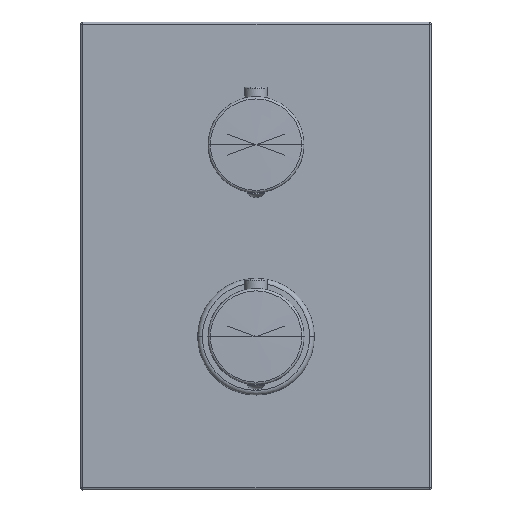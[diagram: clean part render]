
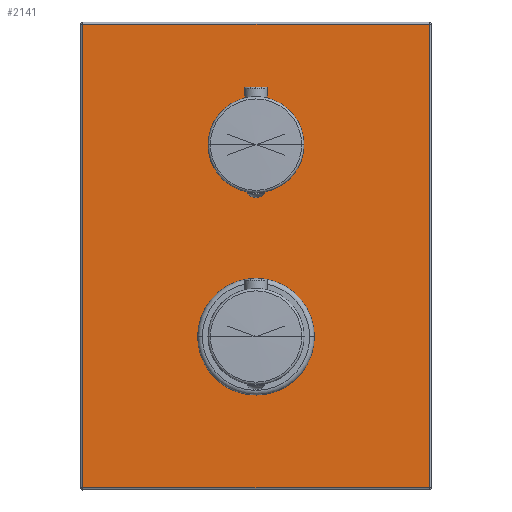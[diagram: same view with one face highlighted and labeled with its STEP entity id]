
A CAD part, top view. The second image highlights one B-rep face of the part: STEP entity #2141.
In plain terms, the highlighted planar face has unit normal (0, 0, 1).
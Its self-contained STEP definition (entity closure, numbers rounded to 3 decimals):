
#187=DIRECTION('',(0.,-1.,0.));
#188=VECTOR('',#187,198.);
#189=CARTESIAN_POINT('',(-74.,133.5,52.99));
#190=LINE('',#189,#188);
#191=DIRECTION('',(-1.,0.,0.));
#192=VECTOR('',#191,148.);
#193=CARTESIAN_POINT('',(74.,133.5,52.99));
#194=LINE('',#193,#192);
#195=DIRECTION('',(0.,1.,0.));
#196=VECTOR('',#195,198.);
#197=CARTESIAN_POINT('',(74.,-64.5,52.99));
#198=LINE('',#197,#196);
#199=DIRECTION('',(1.,0.,0.));
#200=VECTOR('',#199,148.);
#201=CARTESIAN_POINT('',(-74.,-64.5,52.99));
#202=LINE('',#201,#200);
#238=CARTESIAN_POINT('',(0.,0.,52.99));
#239=DIRECTION('',(0.,0.,1.));
#240=DIRECTION('',(1.,0.,0.));
#241=AXIS2_PLACEMENT_3D('',#238,#239,#240);
#252=CARTESIAN_POINT('',(0.,0.,52.99));
#253=DIRECTION('',(0.,0.,1.));
#254=DIRECTION('',(-1.,0.,0.));
#255=AXIS2_PLACEMENT_3D('',#252,#253,#254);
#908=CARTESIAN_POINT('',(0.,82.,52.99));
#909=DIRECTION('',(0.,0.,-1.));
#910=DIRECTION('',(-1.,0.,0.));
#911=AXIS2_PLACEMENT_3D('',#908,#909,#910);
#918=CARTESIAN_POINT('',(0.,82.,52.99));
#919=DIRECTION('',(0.,0.,-1.));
#920=DIRECTION('',(1.,0.,0.));
#921=AXIS2_PLACEMENT_3D('',#918,#919,#920);
#1636=CARTESIAN_POINT('',(-74.,133.5,52.99));
#1637=CARTESIAN_POINT('',(-74.,-64.5,52.99));
#1638=VERTEX_POINT('',#1636);
#1639=VERTEX_POINT('',#1637);
#1644=CARTESIAN_POINT('',(74.,-64.5,52.99));
#1645=VERTEX_POINT('',#1644);
#1650=CARTESIAN_POINT('',(74.,133.5,52.99));
#1651=VERTEX_POINT('',#1650);
#1730=CARTESIAN_POINT('',(24.95,0.,52.99));
#1731=CARTESIAN_POINT('',(-24.95,0.,52.99));
#1732=VERTEX_POINT('',#1730);
#1733=VERTEX_POINT('',#1731);
#1734=CARTESIAN_POINT('',(-13.4,82.,52.99));
#1735=CARTESIAN_POINT('',(13.4,82.,52.99));
#1736=VERTEX_POINT('',#1734);
#1737=VERTEX_POINT('',#1735);
#2115=CARTESIAN_POINT('',(0.,34.5,52.99));
#2116=DIRECTION('',(0.,0.,1.));
#2117=DIRECTION('',(1.,0.,0.));
#2118=AXIS2_PLACEMENT_3D('',#2115,#2116,#2117);
#2119=PLANE('',#2118);
#2121=ORIENTED_EDGE('',*,*,#2120,.F.);
#2123=ORIENTED_EDGE('',*,*,#2122,.F.);
#2125=ORIENTED_EDGE('',*,*,#2124,.F.);
#2126=ORIENTED_EDGE('',*,*,#2098,.F.);
#2127=EDGE_LOOP('',(#2121,#2123,#2125,#2126));
#2128=FACE_OUTER_BOUND('',#2127,.F.);
#2130=ORIENTED_EDGE('',*,*,#2129,.T.);
#2132=ORIENTED_EDGE('',*,*,#2131,.T.);
#2133=EDGE_LOOP('',(#2130,#2132));
#2134=FACE_BOUND('',#2133,.F.);
#2136=ORIENTED_EDGE('',*,*,#2135,.F.);
#2138=ORIENTED_EDGE('',*,*,#2137,.F.);
#2139=EDGE_LOOP('',(#2136,#2138));
#2140=FACE_BOUND('',#2139,.F.);
#2141=ADVANCED_FACE('',(#2128,#2134,#2140),#2119,.T.);
#242=CIRCLE('',#241,24.95);
#256=CIRCLE('',#255,24.95);
#912=CIRCLE('',#911,13.4);
#922=CIRCLE('',#921,13.4);
#2098=EDGE_CURVE('',#1639,#1645,#202,.T.);
#2120=EDGE_CURVE('',#1638,#1639,#190,.T.);
#2122=EDGE_CURVE('',#1651,#1638,#194,.T.);
#2124=EDGE_CURVE('',#1645,#1651,#198,.T.);
#2129=EDGE_CURVE('',#1732,#1733,#242,.T.);
#2131=EDGE_CURVE('',#1733,#1732,#256,.T.);
#2135=EDGE_CURVE('',#1736,#1737,#912,.T.);
#2137=EDGE_CURVE('',#1737,#1736,#922,.T.);
